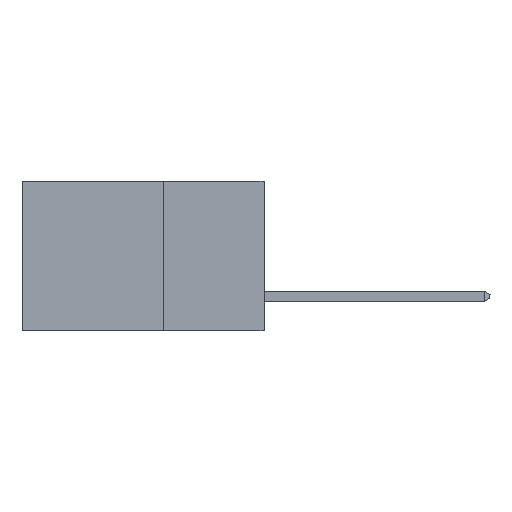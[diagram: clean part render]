
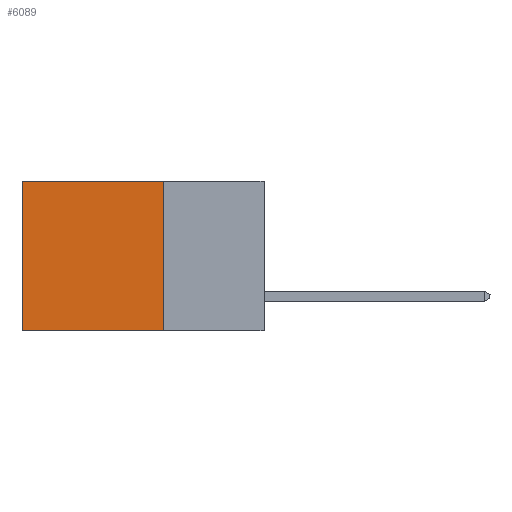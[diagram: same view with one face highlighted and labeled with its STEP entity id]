
A CAD part, left-side view. The second image highlights one B-rep face of the part: STEP entity #6089.
In plain terms, the highlighted planar face has unit normal (-1, 0, 0).
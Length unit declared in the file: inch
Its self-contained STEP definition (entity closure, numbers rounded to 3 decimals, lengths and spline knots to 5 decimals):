
#136 = VERTEX_POINT ( 'NONE', #2805 ) ;
#179 = DIRECTION ( 'NONE',  ( 1., 0., 0. ) ) ;
#1283 = DIRECTION ( 'NONE',  ( 0., 0., -1. ) ) ;
#1757 = CARTESIAN_POINT ( 'NONE',  ( 0.2615, 0.25, -0.37 ) ) ;
#1894 = ORIENTED_EDGE ( 'NONE', *, *, #13624, .F. ) ;
#2321 = EDGE_CURVE ( 'NONE', #136, #16746, #4472, .T. ) ;
#2739 = LINE ( 'NONE', #5228, #3909 ) ;
#2805 = CARTESIAN_POINT ( 'NONE',  ( 0.2615, 0.25, -0.37 ) ) ;
#3108 = EDGE_LOOP ( 'NONE', ( #15514, #14642, #1894, #6136 ) ) ;
#3772 = CARTESIAN_POINT ( 'NONE',  ( 0.2615, 0.25, -0.37 ) ) ;
#3909 = VECTOR ( 'NONE', #8200, 39.37008 ) ;
#4472 = LINE ( 'NONE', #10496, #10849 ) ;
#4889 = VERTEX_POINT ( 'NONE', #11548 ) ;
#5228 = CARTESIAN_POINT ( 'NONE',  ( 0.2615, 0.6, -0.37 ) ) ;
#5257 = CARTESIAN_POINT ( 'NONE',  ( 0.2615, 0.6, -0.37 ) ) ;
#5512 = DIRECTION ( 'NONE',  ( 0., 1., 0. ) ) ;
#5799 = DIRECTION ( 'NONE',  ( 0., 0., -1. ) ) ;
#6089 = ADVANCED_FACE ( 'NONE', ( #12829 ), #14384, .F. ) ;
#6136 = ORIENTED_EDGE ( 'NONE', *, *, #8663, .T. ) ;
#7261 = VERTEX_POINT ( 'NONE', #11815 ) ;
#7438 = DIRECTION ( 'NONE',  ( 0., 1., 0. ) ) ;
#8200 = DIRECTION ( 'NONE',  ( 0., 0., -1. ) ) ;
#8663 = EDGE_CURVE ( 'NONE', #7261, #4889, #12545, .T. ) ;
#10496 = CARTESIAN_POINT ( 'NONE',  ( 0.2615, 0.25, -0.37 ) ) ;
#10849 = VECTOR ( 'NONE', #7438, 39.37008 ) ;
#10983 = CARTESIAN_POINT ( 'NONE',  ( 0.2615, 0.25, 0. ) ) ;
#11162 = LINE ( 'NONE', #3772, #11993 ) ;
#11548 = CARTESIAN_POINT ( 'NONE',  ( 0.2615, 0.6, 0. ) ) ;
#11815 = CARTESIAN_POINT ( 'NONE',  ( 0.2615, 0.25, 0. ) ) ;
#11993 = VECTOR ( 'NONE', #1283, 39.37008 ) ;
#12545 = LINE ( 'NONE', #10983, #17950 ) ;
#12829 = FACE_OUTER_BOUND ( 'NONE', #3108, .T. ) ;
#13624 = EDGE_CURVE ( 'NONE', #7261, #136, #11162, .T. ) ;
#14384 = PLANE ( 'NONE',  #14404 ) ;
#14404 = AXIS2_PLACEMENT_3D ( 'NONE', #1757, #179, #5799 ) ;
#14642 = ORIENTED_EDGE ( 'NONE', *, *, #2321, .F. ) ;
#15466 = EDGE_CURVE ( 'NONE', #4889, #16746, #2739, .T. ) ;
#15514 = ORIENTED_EDGE ( 'NONE', *, *, #15466, .T. ) ;
#16746 = VERTEX_POINT ( 'NONE', #5257 ) ;
#17950 = VECTOR ( 'NONE', #5512, 39.37008 ) ;
